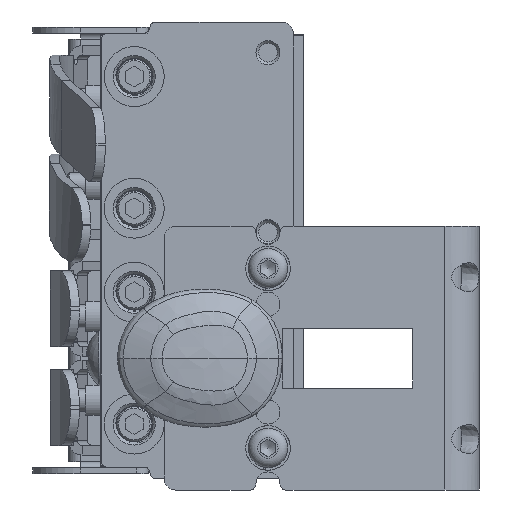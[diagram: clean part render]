
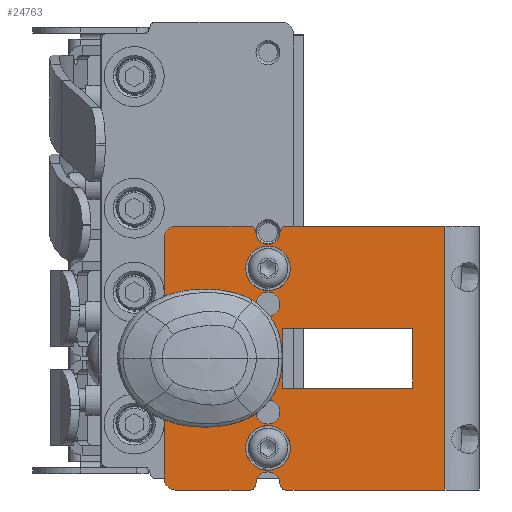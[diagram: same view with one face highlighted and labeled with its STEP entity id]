
A CAD part, left-side view. The second image highlights one B-rep face of the part: STEP entity #24763.
In plain terms, the highlighted planar face has unit normal (-1, 0, 0).
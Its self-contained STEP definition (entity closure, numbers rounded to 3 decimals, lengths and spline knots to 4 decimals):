
#845=FACE_BOUND('',#4299,.T.);
#846=FACE_BOUND('',#4300,.T.);
#847=FACE_BOUND('',#4301,.T.);
#848=FACE_BOUND('',#4302,.T.);
#849=FACE_BOUND('',#4303,.T.);
#850=FACE_BOUND('',#4304,.T.);
#1051=PLANE('',#26227);
#1672=CIRCLE('',#26129,0.0625);
#1693=CIRCLE('',#26152,0.125);
#1694=CIRCLE('',#26154,0.0625);
#1695=CIRCLE('',#26156,0.0625);
#1696=CIRCLE('',#26158,0.125);
#1697=CIRCLE('',#26160,0.0625);
#1698=CIRCLE('',#26163,0.125);
#1699=CIRCLE('',#26166,0.125);
#1700=CIRCLE('',#26169,0.25);
#1701=CIRCLE('',#26171,0.572);
#1702=CIRCLE('',#26173,0.25);
#1733=CIRCLE('',#26220,0.125);
#1734=CIRCLE('',#26222,0.125);
#1735=CIRCLE('',#26224,0.125);
#1736=CIRCLE('',#26226,0.125);
#1737=CIRCLE('',#26228,0.4425);
#2935=FACE_OUTER_BOUND('',#4298,.T.);
#4298=EDGE_LOOP('',(#16999,#17000,#17001,#17002,#17003,#17004,#17005,#17006,
#17007,#17008,#17009,#17010,#17011,#17012,#17013,#17014,#17015,#17016));
#4299=EDGE_LOOP('',(#17017,#17018,#17019,#17020));
#4300=EDGE_LOOP('',(#17021));
#4301=EDGE_LOOP('',(#17022));
#4302=EDGE_LOOP('',(#17023));
#4303=EDGE_LOOP('',(#17024));
#4304=EDGE_LOOP('',(#17025));
#5838=LINE('',#34710,#7508);
#5841=LINE('',#34718,#7511);
#5844=LINE('',#34726,#7514);
#5849=LINE('',#34742,#7519);
#5850=LINE('',#34746,#7520);
#5853=LINE('',#34751,#7523);
#5855=LINE('',#34755,#7525);
#5857=LINE('',#34758,#7527);
#5872=LINE('',#34856,#7542);
#5873=LINE('',#34858,#7543);
#5874=LINE('',#34859,#7544);
#7508=VECTOR('',#28363,0.3937);
#7511=VECTOR('',#28372,0.3937);
#7514=VECTOR('',#28381,0.3937);
#7519=VECTOR('',#28400,0.3937);
#7520=VECTOR('',#28403,0.3937);
#7523=VECTOR('',#28408,0.3937);
#7525=VECTOR('',#28412,0.3937);
#7527=VECTOR('',#28416,0.3937);
#7542=VECTOR('',#28529,0.3937);
#7543=VECTOR('',#28530,0.3937);
#7544=VECTOR('',#28531,0.3937);
#10217=VERTEX_POINT('',#34618);
#10218=VERTEX_POINT('',#34620);
#10249=VERTEX_POINT('',#34686);
#10250=VERTEX_POINT('',#34690);
#10251=VERTEX_POINT('',#34694);
#10252=VERTEX_POINT('',#34695);
#10253=VERTEX_POINT('',#34700);
#10254=VERTEX_POINT('',#34704);
#10255=VERTEX_POINT('',#34708);
#10256=VERTEX_POINT('',#34712);
#10257=VERTEX_POINT('',#34714);
#10258=VERTEX_POINT('',#34720);
#10259=VERTEX_POINT('',#34721);
#10260=VERTEX_POINT('',#34728);
#10261=VERTEX_POINT('',#34730);
#10262=VERTEX_POINT('',#34734);
#10263=VERTEX_POINT('',#34738);
#10264=VERTEX_POINT('',#34744);
#10265=VERTEX_POINT('',#34745);
#10266=VERTEX_POINT('',#34750);
#10267=VERTEX_POINT('',#34754);
#10298=VERTEX_POINT('',#34840);
#10299=VERTEX_POINT('',#34844);
#10300=VERTEX_POINT('',#34848);
#10301=VERTEX_POINT('',#34852);
#10302=VERTEX_POINT('',#34857);
#10303=VERTEX_POINT('',#34860);
#12892=EDGE_CURVE('',#10217,#10218,#1672,.T.);
#12925=EDGE_CURVE('',#10249,#10218,#1693,.T.);
#12927=EDGE_CURVE('',#10249,#10250,#1694,.T.);
#12929=EDGE_CURVE('',#10251,#10252,#1695,.T.);
#12933=EDGE_CURVE('',#10251,#10253,#1696,.T.);
#12935=EDGE_CURVE('',#10254,#10253,#1697,.T.);
#12937=EDGE_CURVE('',#10255,#10254,#5838,.T.);
#12939=EDGE_CURVE('',#10256,#10257,#1698,.T.);
#12941=EDGE_CURVE('',#10252,#10256,#5841,.T.);
#12942=EDGE_CURVE('',#10258,#10259,#1699,.T.);
#12945=EDGE_CURVE('',#10259,#10217,#5844,.T.);
#12947=EDGE_CURVE('',#10260,#10261,#1700,.T.);
#12950=EDGE_CURVE('',#10260,#10262,#1701,.T.);
#12952=EDGE_CURVE('',#10263,#10262,#1702,.T.);
#12953=EDGE_CURVE('',#10263,#10257,#5849,.T.);
#12954=EDGE_CURVE('',#10264,#10265,#5850,.T.);
#12957=EDGE_CURVE('',#10265,#10266,#5853,.T.);
#12959=EDGE_CURVE('',#10266,#10267,#5855,.T.);
#12961=EDGE_CURVE('',#10267,#10264,#5857,.T.);
#13002=EDGE_CURVE('',#10298,#10298,#1733,.T.);
#13004=EDGE_CURVE('',#10299,#10299,#1734,.T.);
#13006=EDGE_CURVE('',#10300,#10300,#1735,.T.);
#13008=EDGE_CURVE('',#10301,#10301,#1736,.T.);
#13010=EDGE_CURVE('',#10258,#10261,#5872,.T.);
#13011=EDGE_CURVE('',#10255,#10302,#5873,.T.);
#13012=EDGE_CURVE('',#10250,#10302,#5874,.T.);
#13013=EDGE_CURVE('',#10303,#10303,#1737,.T.);
#16999=ORIENTED_EDGE('',*,*,#12892,.F.);
#17000=ORIENTED_EDGE('',*,*,#12945,.F.);
#17001=ORIENTED_EDGE('',*,*,#12942,.F.);
#17002=ORIENTED_EDGE('',*,*,#13010,.T.);
#17003=ORIENTED_EDGE('',*,*,#12947,.F.);
#17004=ORIENTED_EDGE('',*,*,#12950,.T.);
#17005=ORIENTED_EDGE('',*,*,#12952,.F.);
#17006=ORIENTED_EDGE('',*,*,#12953,.T.);
#17007=ORIENTED_EDGE('',*,*,#12939,.F.);
#17008=ORIENTED_EDGE('',*,*,#12941,.F.);
#17009=ORIENTED_EDGE('',*,*,#12929,.F.);
#17010=ORIENTED_EDGE('',*,*,#12933,.T.);
#17011=ORIENTED_EDGE('',*,*,#12935,.F.);
#17012=ORIENTED_EDGE('',*,*,#12937,.F.);
#17013=ORIENTED_EDGE('',*,*,#13011,.T.);
#17014=ORIENTED_EDGE('',*,*,#13012,.F.);
#17015=ORIENTED_EDGE('',*,*,#12927,.F.);
#17016=ORIENTED_EDGE('',*,*,#12925,.T.);
#17017=ORIENTED_EDGE('',*,*,#12959,.T.);
#17018=ORIENTED_EDGE('',*,*,#12961,.T.);
#17019=ORIENTED_EDGE('',*,*,#12954,.T.);
#17020=ORIENTED_EDGE('',*,*,#12957,.T.);
#17021=ORIENTED_EDGE('',*,*,#13013,.T.);
#17022=ORIENTED_EDGE('',*,*,#13008,.T.);
#17023=ORIENTED_EDGE('',*,*,#13006,.T.);
#17024=ORIENTED_EDGE('',*,*,#13004,.T.);
#17025=ORIENTED_EDGE('',*,*,#13002,.T.);
#24763=ADVANCED_FACE('',(#2935,#845,#846,#847,#848,#849,#850),#1051,.F.);
#26129=AXIS2_PLACEMENT_3D('',#34621,#28278,#28279);
#26152=AXIS2_PLACEMENT_3D('',#34687,#28336,#28337);
#26154=AXIS2_PLACEMENT_3D('',#34691,#28341,#28342);
#26156=AXIS2_PLACEMENT_3D('',#34696,#28346,#28347);
#26158=AXIS2_PLACEMENT_3D('',#34702,#28353,#28354);
#26160=AXIS2_PLACEMENT_3D('',#34706,#28358,#28359);
#26163=AXIS2_PLACEMENT_3D('',#34715,#28367,#28368);
#26166=AXIS2_PLACEMENT_3D('',#34722,#28375,#28376);
#26169=AXIS2_PLACEMENT_3D('',#34731,#28385,#28386);
#26171=AXIS2_PLACEMENT_3D('',#34736,#28391,#28392);
#26173=AXIS2_PLACEMENT_3D('',#34740,#28396,#28397);
#26220=AXIS2_PLACEMENT_3D('',#34841,#28509,#28510);
#26222=AXIS2_PLACEMENT_3D('',#34845,#28514,#28515);
#26224=AXIS2_PLACEMENT_3D('',#34849,#28519,#28520);
#26226=AXIS2_PLACEMENT_3D('',#34853,#28524,#28525);
#26227=AXIS2_PLACEMENT_3D('',#34855,#28527,#28528);
#26228=AXIS2_PLACEMENT_3D('',#34861,#28532,#28533);
#28278=DIRECTION('center_axis',(1.,0.,0.));
#28279=DIRECTION('ref_axis',(0.,-0.708,0.706));
#28336=DIRECTION('center_axis',(1.,0.,0.));
#28337=DIRECTION('ref_axis',(0.,0.,-1.));
#28341=DIRECTION('center_axis',(1.,0.,0.));
#28342=DIRECTION('ref_axis',(0.,0.708,0.706));
#28346=DIRECTION('center_axis',(1.,0.,0.));
#28347=DIRECTION('ref_axis',(0.,-0.708,-0.706));
#28353=DIRECTION('center_axis',(1.,0.,0.));
#28354=DIRECTION('ref_axis',(0.,0.,-1.));
#28358=DIRECTION('center_axis',(1.,0.,0.));
#28359=DIRECTION('ref_axis',(0.,0.708,-0.706));
#28363=DIRECTION('',(0.,1.,0.));
#28367=DIRECTION('center_axis',(1.,0.,0.));
#28368=DIRECTION('ref_axis',(0.,0.707,-0.707));
#28372=DIRECTION('',(0.,1.,0.));
#28375=DIRECTION('center_axis',(1.,0.,0.));
#28376=DIRECTION('ref_axis',(0.,0.707,0.707));
#28381=DIRECTION('',(0.,-1.,0.));
#28385=DIRECTION('center_axis',(-1.,0.,0.));
#28386=DIRECTION('ref_axis',(0.,-0.914,-0.407));
#28391=DIRECTION('center_axis',(-1.,0.,0.));
#28392=DIRECTION('ref_axis',(0.,-0.525,0.851));
#28396=DIRECTION('center_axis',(-1.,0.,0.));
#28397=DIRECTION('ref_axis',(0.,-0.914,0.407));
#28400=DIRECTION('',(0.,0.,-1.));
#28403=DIRECTION('',(0.,1.,0.));
#28408=DIRECTION('',(0.,0.,1.));
#28412=DIRECTION('',(0.,-1.,0.));
#28416=DIRECTION('',(0.,0.,-1.));
#28509=DIRECTION('center_axis',(1.,0.,0.));
#28510=DIRECTION('ref_axis',(0.,0.,-1.));
#28514=DIRECTION('center_axis',(1.,0.,0.));
#28515=DIRECTION('ref_axis',(0.,0.,-1.));
#28519=DIRECTION('center_axis',(1.,0.,0.));
#28520=DIRECTION('ref_axis',(0.,0.,-1.));
#28524=DIRECTION('center_axis',(1.,0.,0.));
#28525=DIRECTION('ref_axis',(0.,0.,-1.));
#28527=DIRECTION('center_axis',(1.,0.,0.));
#28528=DIRECTION('ref_axis',(0.,1.,0.));
#28529=DIRECTION('',(0.,0.,-1.));
#28530=DIRECTION('',(0.,0.,1.));
#28531=DIRECTION('',(0.,-1.,0.));
#28532=DIRECTION('center_axis',(1.,0.,0.));
#28533=DIRECTION('ref_axis',(0.,0.,-1.));
#34618=CARTESIAN_POINT('',(0.,0.5966,1.375));
#34620=CARTESIAN_POINT('',(0.,0.5341,1.3123));
#34621=CARTESIAN_POINT('Origin',(0.,0.5966,1.3125));
#34686=CARTESIAN_POINT('',(0.,0.2841,1.3123));
#34687=CARTESIAN_POINT('Origin',(0.,0.4091,1.312));
#34690=CARTESIAN_POINT('',(0.,0.2216,1.375));
#34691=CARTESIAN_POINT('Origin',(0.,0.2216,1.3125));
#34694=CARTESIAN_POINT('',(0.,0.5341,-1.3123));
#34695=CARTESIAN_POINT('',(0.,0.5966,-1.375));
#34696=CARTESIAN_POINT('Origin',(0.,0.5966,-1.3125));
#34700=CARTESIAN_POINT('',(0.,0.2841,-1.3123));
#34702=CARTESIAN_POINT('Origin',(0.,0.4091,-1.312));
#34704=CARTESIAN_POINT('',(0.,0.2216,-1.375));
#34706=CARTESIAN_POINT('Origin',(0.,0.2216,-1.3125));
#34708=CARTESIAN_POINT('',(0.,-1.4349,-1.375));
#34710=CARTESIAN_POINT('',(0.,-1.7935,-1.375));
#34712=CARTESIAN_POINT('',(0.,1.3685,-1.375));
#34714=CARTESIAN_POINT('',(0.,1.4935,-1.25));
#34715=CARTESIAN_POINT('Origin',(0.,1.3685,-1.25));
#34718=CARTESIAN_POINT('',(0.,-1.7935,-1.375));
#34720=CARTESIAN_POINT('',(0.,1.4935,1.25));
#34721=CARTESIAN_POINT('',(0.,1.3685,1.375));
#34722=CARTESIAN_POINT('Origin',(0.,1.3685,1.25));
#34726=CARTESIAN_POINT('',(0.,1.7935,1.375));
#34728=CARTESIAN_POINT('',(0.,1.5762,0.4251));
#34730=CARTESIAN_POINT('',(0.,1.4935,0.6108));
#34731=CARTESIAN_POINT('Origin',(0.,1.7435,0.6108));
#34734=CARTESIAN_POINT('',(0.,1.5762,-0.4251));
#34736=CARTESIAN_POINT('Origin',(0.,1.1934,0.));
#34738=CARTESIAN_POINT('',(0.,1.4935,-0.6108));
#34740=CARTESIAN_POINT('Origin',(0.,1.7435,-0.6108));
#34742=CARTESIAN_POINT('',(0.,1.4935,-0.6875));
#34744=CARTESIAN_POINT('',(0.,-1.1015,-0.3125));
#34745=CARTESIAN_POINT('',(0.,0.261,-0.3125));
#34746=CARTESIAN_POINT('',(0.,-0.5507,-0.3125));
#34750=CARTESIAN_POINT('',(0.,0.261,0.3125));
#34751=CARTESIAN_POINT('',(0.,0.261,-0.1563));
#34754=CARTESIAN_POINT('',(0.,-1.1015,0.3125));
#34755=CARTESIAN_POINT('',(0.,0.1305,0.3125));
#34758=CARTESIAN_POINT('',(0.,-1.1015,0.1563));
#34840=CARTESIAN_POINT('',(0.,0.4091,-0.437));
#34841=CARTESIAN_POINT('Origin',(0.,0.4091,-0.562));
#34844=CARTESIAN_POINT('',(0.,0.4091,1.062));
#34845=CARTESIAN_POINT('Origin',(0.,0.4091,0.937));
#34848=CARTESIAN_POINT('',(0.,0.4091,0.687));
#34849=CARTESIAN_POINT('Origin',(0.,0.4091,0.562));
#34852=CARTESIAN_POINT('',(0.,0.4091,-0.812));
#34853=CARTESIAN_POINT('Origin',(0.,0.4091,-0.937));
#34855=CARTESIAN_POINT('Origin',(0.,0.,0.));
#34856=CARTESIAN_POINT('',(0.,1.4935,0.2435));
#34857=CARTESIAN_POINT('',(0.,-1.4349,1.375));
#34858=CARTESIAN_POINT('',(0.,-1.4349,0.6875));
#34859=CARTESIAN_POINT('',(0.,1.7935,1.375));
#34860=CARTESIAN_POINT('',(0.,1.1508,0.4425));
#34861=CARTESIAN_POINT('Origin',(0.,1.1508,0.));
